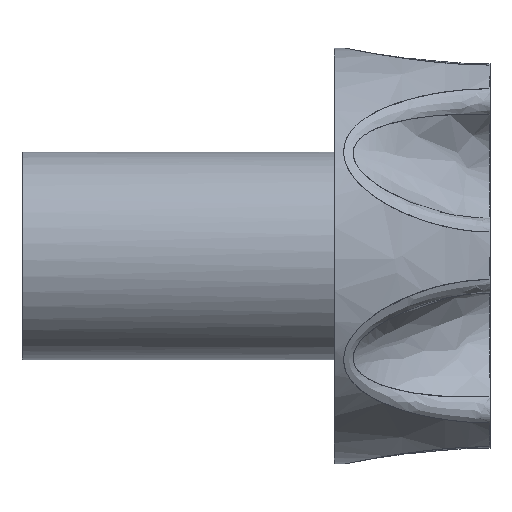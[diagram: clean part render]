
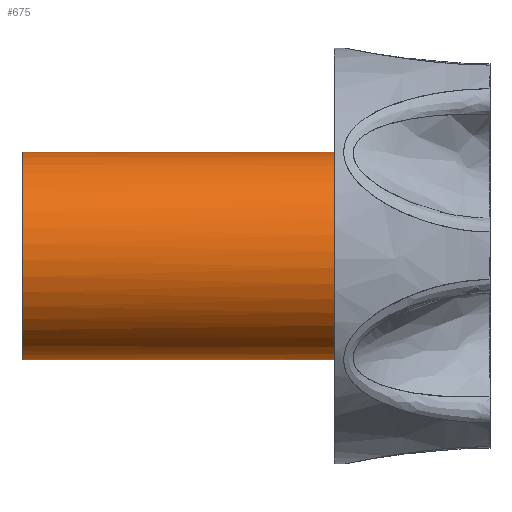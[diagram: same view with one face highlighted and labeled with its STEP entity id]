
A CAD part, top view. The second image highlights one B-rep face of the part: STEP entity #675.
In plain terms, the highlighted free-form (B-spline) face has degree [3, 1] with [4, 2] control points.
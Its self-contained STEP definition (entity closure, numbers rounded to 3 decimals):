
#675 = ADVANCED_FACE('',(#676),#710,.T.);
#676 = FACE_BOUND('',#677,.T.);
#677 = EDGE_LOOP('',(#678,#687,#696,#703));
#678 = ORIENTED_EDGE('',*,*,#679,.T.);
#679 = EDGE_CURVE('',#680,#682,#684,.T.);
#680 = VERTEX_POINT('',#681);
#681 = CARTESIAN_POINT('',(0.,-144.938,
    0.));
#682 = VERTEX_POINT('',#683);
#683 = CARTESIAN_POINT('',(434.814,-144.938,
    0.));
#684 = B_SPLINE_CURVE_WITH_KNOTS('',1,(#685,#686),.UNSPECIFIED.,.F.,.F.,
  (2,2),(0.,300.),.PIECEWISE_BEZIER_KNOTS.);
#685 = CARTESIAN_POINT('',(0.,-144.938,0.));
#686 = CARTESIAN_POINT('',(434.814,-144.938,0.));
#687 = ORIENTED_EDGE('',*,*,#688,.T.);
#688 = EDGE_CURVE('',#682,#689,#691,.T.);
#689 = VERTEX_POINT('',#690);
#690 = CARTESIAN_POINT('',(434.814,144.938,0.));
#691 = ( BOUNDED_CURVE() B_SPLINE_CURVE(3,(#692,#693,#694,#695),
.UNSPECIFIED.,.F.,.F.) B_SPLINE_CURVE_WITH_KNOTS((4,4),(0.,1.),
.PIECEWISE_BEZIER_KNOTS.) CURVE() GEOMETRIC_REPRESENTATION_ITEM() 
RATIONAL_B_SPLINE_CURVE((1.,0.333,0.333,1.)) 
REPRESENTATION_ITEM('') );
#692 = CARTESIAN_POINT('',(434.814,-144.938,
    0.));
#693 = CARTESIAN_POINT('',(434.814,-144.938,
    289.876));
#694 = CARTESIAN_POINT('',(434.814,144.938,
    289.876));
#695 = CARTESIAN_POINT('',(434.814,144.938,0.));
#696 = ORIENTED_EDGE('',*,*,#697,.T.);
#697 = EDGE_CURVE('',#689,#698,#700,.T.);
#698 = VERTEX_POINT('',#699);
#699 = CARTESIAN_POINT('',(0.,144.938,0.));
#700 = B_SPLINE_CURVE_WITH_KNOTS('',1,(#701,#702),.UNSPECIFIED.,.F.,.F.,
  (2,2),(0.,300.),.PIECEWISE_BEZIER_KNOTS.);
#701 = CARTESIAN_POINT('',(434.814,144.938,0.));
#702 = CARTESIAN_POINT('',(0.,144.938,0.));
#703 = ORIENTED_EDGE('',*,*,#704,.T.);
#704 = EDGE_CURVE('',#698,#680,#705,.T.);
#705 = ( BOUNDED_CURVE() B_SPLINE_CURVE(3,(#706,#707,#708,#709),
.UNSPECIFIED.,.F.,.F.) B_SPLINE_CURVE_WITH_KNOTS((4,4),(0.,1.),
.PIECEWISE_BEZIER_KNOTS.) CURVE() GEOMETRIC_REPRESENTATION_ITEM() 
RATIONAL_B_SPLINE_CURVE((1.,0.333,0.333,1.)) 
REPRESENTATION_ITEM('') );
#706 = CARTESIAN_POINT('',(0.,144.938,0.));
#707 = CARTESIAN_POINT('',(0.,144.938,
    289.876));
#708 = CARTESIAN_POINT('',(0.,-144.938,
    289.876));
#709 = CARTESIAN_POINT('',(0.,-144.938,
    0.));
#710 = ( BOUNDED_SURFACE() B_SPLINE_SURFACE(3,1,(
    (#711,#712)
    ,(#713,#714)
    ,(#715,#716)
,(#717,#718
    )),.UNSPECIFIED.,.F.,.F.,.F.) B_SPLINE_SURFACE_WITH_KNOTS((4,4),(2,2
    ),(0.,1.),(0.,1.),.PIECEWISE_BEZIER_KNOTS.) 
GEOMETRIC_REPRESENTATION_ITEM() RATIONAL_B_SPLINE_SURFACE((
    (1.,1.)
    ,(0.333,0.333)
    ,(0.333,0.333)
,(1.,1.))) REPRESENTATION_ITEM('') SURFACE() );
#711 = CARTESIAN_POINT('',(0.,144.938,0.));
#712 = CARTESIAN_POINT('',(434.814,144.938,0.));
#713 = CARTESIAN_POINT('',(0.,144.938,
    289.876));
#714 = CARTESIAN_POINT('',(434.814,144.938,
    289.876));
#715 = CARTESIAN_POINT('',(0.,-144.938,
    289.876));
#716 = CARTESIAN_POINT('',(434.814,-144.938,
    289.876));
#717 = CARTESIAN_POINT('',(0.,-144.938,
    0.));
#718 = CARTESIAN_POINT('',(434.814,-144.938,
    0.));
